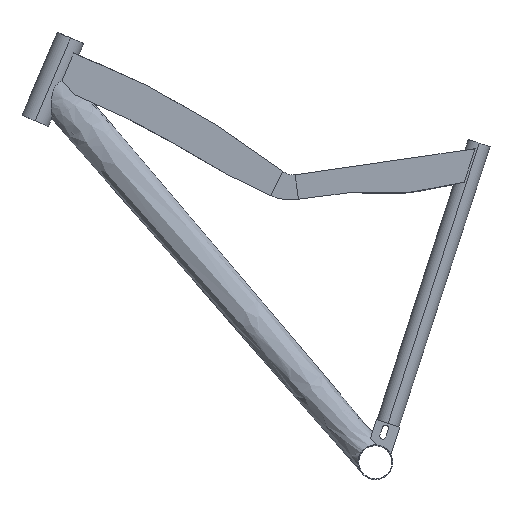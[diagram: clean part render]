
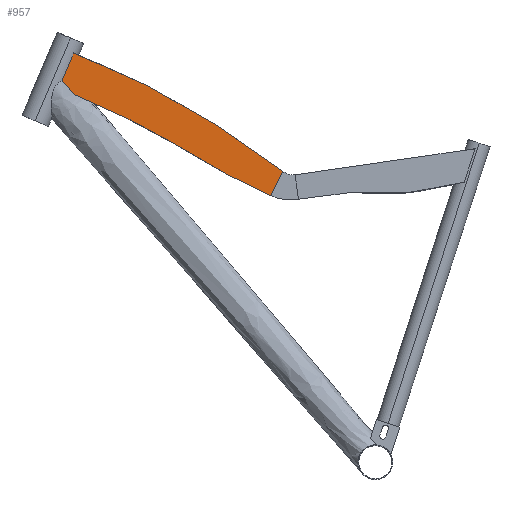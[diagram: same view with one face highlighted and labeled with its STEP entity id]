
A CAD part, left-side view. The second image highlights one B-rep face of the part: STEP entity #957.
In plain terms, the highlighted planar face has unit normal (-1, 0, 0).
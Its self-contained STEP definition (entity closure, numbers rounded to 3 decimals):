
#850=AXIS2_PLACEMENT_3D('Plane Axis2P3D',#847,#848,#849) ;
#281=CARTESIAN_POINT('Line Origine',(-17.463,488.001,588.809)) ;
#285=CARTESIAN_POINT('Vertex',(-17.463,468.225,635.173)) ;
#287=CARTESIAN_POINT('Vertex',(-17.462,486.292,592.814)) ;
#847=CARTESIAN_POINT('Axis2P3D Location',(-17.463,297.715,514.741)) ;
#853=CARTESIAN_POINT('Control Point',(-17.463,467.238,570.576)) ;
#854=CARTESIAN_POINT('Control Point',(-17.463,452.035,564.295)) ;
#855=CARTESIAN_POINT('Control Point',(-17.463,436.919,557.81)) ;
#856=CARTESIAN_POINT('Control Point',(-17.463,421.892,551.117)) ;
#857=CARTESIAN_POINT('Control Point',(-17.463,400.887,541.386)) ;
#858=CARTESIAN_POINT('Control Point',(-17.463,380.128,531.178)) ;
#859=CARTESIAN_POINT('Control Point',(-17.463,374.132,528.178)) ;
#860=CARTESIAN_POINT('Control Point',(-17.463,356.495,519.191)) ;
#861=CARTESIAN_POINT('Control Point',(-17.463,339.061,509.824)) ;
#862=CARTESIAN_POINT('Control Point',(-17.463,327.626,503.462)) ;
#863=CARTESIAN_POINT('Control Point',(-17.463,315.795,496.671)) ;
#864=CARTESIAN_POINT('Control Point',(-17.463,303.979,489.762)) ;
#865=CARTESIAN_POINT('Control Point',(-17.463,303.525,489.496)) ;
#866=CARTESIAN_POINT('Control Point',(-17.463,302.617,488.964)) ;
#867=CARTESIAN_POINT('Control Point',(-17.463,301.71,488.432)) ;
#868=CARTESIAN_POINT('Control Point',(-17.463,301.256,488.166)) ;
#869=CARTESIAN_POINT('Control Point',(-17.463,296.337,485.279)) ;
#870=CARTESIAN_POINT('Control Point',(-17.463,291.445,482.39)) ;
#871=CARTESIAN_POINT('Control Point',(-17.463,287.121,479.827)) ;
#872=CARTESIAN_POINT('Control Point',(-17.463,281.777,476.66)) ;
#873=CARTESIAN_POINT('Control Point',(-17.463,276.373,473.465)) ;
#874=CARTESIAN_POINT('Control Point',(-17.463,275.506,472.953)) ;
#875=CARTESIAN_POINT('Control Point',(-17.463,266.23,467.477)) ;
#876=CARTESIAN_POINT('Control Point',(-17.463,256.903,462.016)) ;
#877=CARTESIAN_POINT('Control Point',(-17.463,248.436,457.137)) ;
#878=CARTESIAN_POINT('Control Point',(-17.463,236.064,450.177)) ;
#879=CARTESIAN_POINT('Control Point',(-17.463,223.552,443.429)) ;
#880=CARTESIAN_POINT('Control Point',(-17.463,219.639,441.349)) ;
#881=CARTESIAN_POINT('Control Point',(-17.463,206.095,434.254)) ;
#882=CARTESIAN_POINT('Control Point',(-17.463,192.398,427.453)) ;
#883=CARTESIAN_POINT('Control Point',(-17.463,182.595,422.783)) ;
#884=CARTESIAN_POINT('Control Point',(-17.463,172.736,418.268)) ;
#885=CARTESIAN_POINT('Control Point',(-17.463,162.824,413.882)) ;
#886=CARTESIAN_POINT('Vertex',(-17.462,467.238,570.576)) ;
#888=CARTESIAN_POINT('Vertex',(-17.463,162.824,413.882)) ;
#891=CARTESIAN_POINT('Line Origine',(-17.463,153.455,432.815)) ;
#895=CARTESIAN_POINT('Vertex',(-17.463,144.085,451.747)) ;
#899=CARTESIAN_POINT('Control Point',(-17.463,468.225,635.173)) ;
#900=CARTESIAN_POINT('Control Point',(-17.463,449.58,628.092)) ;
#901=CARTESIAN_POINT('Control Point',(-17.463,431.087,620.606)) ;
#902=CARTESIAN_POINT('Control Point',(-17.463,412.772,612.696)) ;
#903=CARTESIAN_POINT('Control Point',(-17.463,388.414,601.563)) ;
#904=CARTESIAN_POINT('Control Point',(-17.463,364.362,589.756)) ;
#905=CARTESIAN_POINT('Control Point',(-17.463,358.247,586.701)) ;
#906=CARTESIAN_POINT('Control Point',(-17.463,339.898,577.373)) ;
#907=CARTESIAN_POINT('Control Point',(-17.463,321.74,567.653)) ;
#908=CARTESIAN_POINT('Control Point',(-17.463,309.705,560.987)) ;
#909=CARTESIAN_POINT('Control Point',(-17.463,296.197,553.251)) ;
#910=CARTESIAN_POINT('Control Point',(-17.463,282.833,545.346)) ;
#911=CARTESIAN_POINT('Control Point',(-17.463,281.271,544.419)) ;
#912=CARTESIAN_POINT('Control Point',(-17.463,278.929,543.024)) ;
#913=CARTESIAN_POINT('Control Point',(-17.463,276.593,541.624)) ;
#914=CARTESIAN_POINT('Control Point',(-17.463,275.814,541.157)) ;
#915=CARTESIAN_POINT('Control Point',(-17.463,274.276,540.233)) ;
#916=CARTESIAN_POINT('Control Point',(-17.463,272.74,539.306)) ;
#917=CARTESIAN_POINT('Control Point',(-17.463,271.893,538.795)) ;
#918=CARTESIAN_POINT('Control Point',(-17.463,267.729,536.275)) ;
#919=CARTESIAN_POINT('Control Point',(-17.463,263.592,533.751)) ;
#920=CARTESIAN_POINT('Control Point',(-17.463,260.31,531.736)) ;
#921=CARTESIAN_POINT('Control Point',(-17.463,255.028,528.475)) ;
#922=CARTESIAN_POINT('Control Point',(-17.463,249.735,525.181)) ;
#923=CARTESIAN_POINT('Control Point',(-17.463,247.769,523.954)) ;
#924=CARTESIAN_POINT('Control Point',(-17.463,244.838,522.121)) ;
#925=CARTESIAN_POINT('Control Point',(-17.463,241.911,520.283)) ;
#926=CARTESIAN_POINT('Control Point',(-17.463,240.816,519.595)) ;
#927=CARTESIAN_POINT('Control Point',(-17.463,238.878,518.374)) ;
#928=CARTESIAN_POINT('Control Point',(-17.463,236.944,517.149)) ;
#929=CARTESIAN_POINT('Control Point',(-17.463,235.965,516.527)) ;
#930=CARTESIAN_POINT('Control Point',(-17.463,228.195,511.577)) ;
#931=CARTESIAN_POINT('Control Point',(-17.463,220.511,506.545)) ;
#932=CARTESIAN_POINT('Control Point',(-17.463,213.893,502.044)) ;
#933=CARTESIAN_POINT('Control Point',(-17.463,205.006,495.786)) ;
#934=CARTESIAN_POINT('Control Point',(-17.463,196.22,489.39)) ;
#935=CARTESIAN_POINT('Control Point',(-17.463,193.903,487.69)) ;
#936=CARTESIAN_POINT('Control Point',(-17.463,182.637,479.378)) ;
#937=CARTESIAN_POINT('Control Point',(-17.463,171.441,470.954)) ;
#938=CARTESIAN_POINT('Control Point',(-17.463,162.496,464.301)) ;
#939=CARTESIAN_POINT('Control Point',(-17.463,153.395,457.863)) ;
#940=CARTESIAN_POINT('Control Point',(-17.463,144.085,451.747)) ;
#943=CARTESIAN_POINT('Control Point',(-17.463,486.292,592.814)) ;
#944=CARTESIAN_POINT('Control Point',(-17.463,482.483,588.365)) ;
#945=CARTESIAN_POINT('Control Point',(-17.463,478.672,583.916)) ;
#946=CARTESIAN_POINT('Control Point',(-17.463,474.861,579.469)) ;
#947=CARTESIAN_POINT('Control Point',(-17.463,471.05,575.022)) ;
#948=CARTESIAN_POINT('Control Point',(-17.463,467.238,570.576)) ;
#282=DIRECTION('Vector Direction',(0.,-0.392,0.92)) ;
#848=DIRECTION('Axis2P3D Direction',(1.,0.,0.)) ;
#849=DIRECTION('Axis2P3D XDirection',(0.,-0.941,-0.339)) ;
#892=DIRECTION('Vector Direction',(0.,0.444,-0.896)) ;
#283=VECTOR('Line Direction',#282,1.) ;
#893=VECTOR('Line Direction',#892,1.) ;
#951=ORIENTED_EDGE('',*,*,#890,.T.) ;
#952=ORIENTED_EDGE('',*,*,#897,.F.) ;
#953=ORIENTED_EDGE('',*,*,#941,.F.) ;
#954=ORIENTED_EDGE('',*,*,#289,.T.) ;
#955=ORIENTED_EDGE('',*,*,#949,.T.) ;
#957=ADVANCED_FACE('PartBody',(#956),#851,.F.) ;
#852=B_SPLINE_CURVE_WITH_KNOTS('',5,(#853,#854,#855,#856,#857,#858,#859,#860,#861,#862,#863,#864,#865,#866,#867,#868,#869,#870,#871,#872,#873,#874,#875,#876,#877,#878,#879,#880,#881,#882,#883,#884,#885),.UNSPECIFIED.,.F.,.U.,(6,3,3,3,3,3,3,3,3,3,6),(0.,117.139,164.963,258.36,262.092,265.823,302.555,310.1,378.343,409.194,484.842),.UNSPECIFIED.) ;
#898=B_SPLINE_CURVE_WITH_KNOTS('',5,(#899,#900,#901,#902,#903,#904,#905,#906,#907,#908,#909,#910,#911,#912,#913,#914,#915,#916,#917,#918,#919,#920,#921,#922,#923,#924,#925,#926,#927,#928,#929,#930,#931,#932,#933,#934,#935,#936,#937,#938,#939,#940),.UNSPECIFIED.,.F.,.U.,(6,3,3,3,3,3,3,3,3,3,3,3,3,6),(0.,140.04,187.995,284.389,297.173,303.565,309.812,337.873,354.402,362.433,370.698,428.078,448.702,528.532),.UNSPECIFIED.) ;
#942=B_SPLINE_CURVE_WITH_KNOTS('',5,(#943,#944,#945,#946,#947,#948),.UNSPECIFIED.,.F.,.U.,(6,6),(0.,41.416),.UNSPECIFIED.) ;
#289=EDGE_CURVE('',#286,#288,#284,.F.) ;
#890=EDGE_CURVE('',#887,#889,#852,.T.) ;
#897=EDGE_CURVE('',#896,#889,#894,.T.) ;
#941=EDGE_CURVE('',#286,#896,#898,.T.) ;
#949=EDGE_CURVE('',#288,#887,#942,.T.) ;
#950=EDGE_LOOP('',(#951,#952,#953,#954,#955)) ;
#956=FACE_OUTER_BOUND('',#950,.T.) ;
#284=LINE('Line',#281,#283) ;
#894=LINE('Line',#891,#893) ;
#851=PLANE('',#850) ;
#286=VERTEX_POINT('',#285) ;
#288=VERTEX_POINT('',#287) ;
#887=VERTEX_POINT('',#886) ;
#889=VERTEX_POINT('',#888) ;
#896=VERTEX_POINT('',#895) ;
